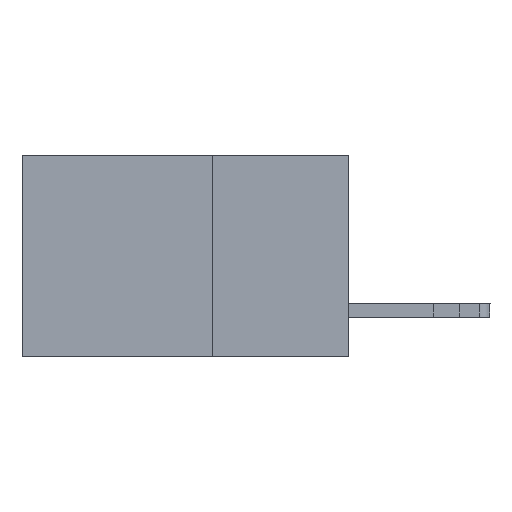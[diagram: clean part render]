
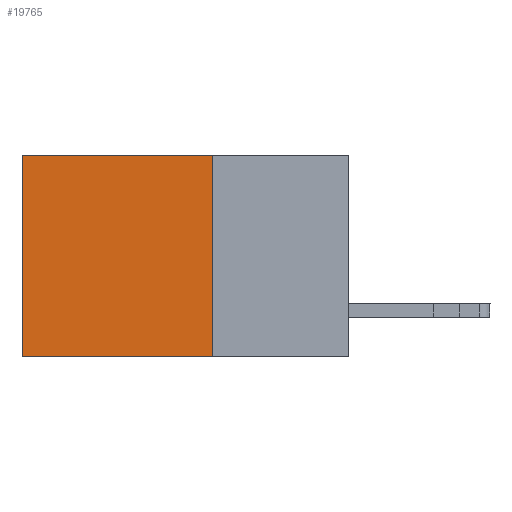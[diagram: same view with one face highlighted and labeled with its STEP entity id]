
A CAD part, left-side view. The second image highlights one B-rep face of the part: STEP entity #19765.
In plain terms, the highlighted planar face has unit normal (-1, 0, 0).
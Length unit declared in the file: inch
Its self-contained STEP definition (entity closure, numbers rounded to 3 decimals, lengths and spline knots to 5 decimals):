
#218 = CARTESIAN_POINT ( 'NONE',  ( 0.298, 0.25, -0.37 ) ) ;
#652 = VERTEX_POINT ( 'NONE', #2117 ) ;
#1365 = ORIENTED_EDGE ( 'NONE', *, *, #10379, .T. ) ;
#1378 = DIRECTION ( 'NONE',  ( 1., 0., 0. ) ) ;
#1471 = ORIENTED_EDGE ( 'NONE', *, *, #16882, .F. ) ;
#1806 = DIRECTION ( 'NONE',  ( 0., 1., 0. ) ) ;
#1960 = VECTOR ( 'NONE', #12952, 39.37008 ) ;
#2117 = CARTESIAN_POINT ( 'NONE',  ( 0.298, 0.6, 0. ) ) ;
#2676 = VECTOR ( 'NONE', #21019, 39.37008 ) ;
#3110 = DIRECTION ( 'NONE',  ( 0., 0., -1. ) ) ;
#3129 = VERTEX_POINT ( 'NONE', #10145 ) ;
#3155 = VERTEX_POINT ( 'NONE', #16615 ) ;
#5095 = ORIENTED_EDGE ( 'NONE', *, *, #8642, .T. ) ;
#7303 = VERTEX_POINT ( 'NONE', #16031 ) ;
#7865 = FACE_OUTER_BOUND ( 'NONE', #14818, .T. ) ;
#8186 = CARTESIAN_POINT ( 'NONE',  ( 0.298, 0.25, 0. ) ) ;
#8642 = EDGE_CURVE ( 'NONE', #7303, #652, #15067, .T. ) ;
#10145 = CARTESIAN_POINT ( 'NONE',  ( 0.298, 0.6, -0.37 ) ) ;
#10190 = ORIENTED_EDGE ( 'NONE', *, *, #14022, .F. ) ;
#10379 = EDGE_CURVE ( 'NONE', #652, #3129, #19091, .T. ) ;
#10874 = CARTESIAN_POINT ( 'NONE',  ( 0.298, 0.6, 0. ) ) ;
#11407 = PLANE ( 'NONE',  #12483 ) ;
#12483 = AXIS2_PLACEMENT_3D ( 'NONE', #19626, #1378, #3110 ) ;
#12596 = CARTESIAN_POINT ( 'NONE',  ( 0.298, 0.25, 0. ) ) ;
#12952 = DIRECTION ( 'NONE',  ( 0., 1., 0. ) ) ;
#13790 = DIRECTION ( 'NONE',  ( 0., 0., -1. ) ) ;
#13969 = VECTOR ( 'NONE', #13790, 39.37008 ) ;
#14022 = EDGE_CURVE ( 'NONE', #3155, #3129, #17933, .T. ) ;
#14818 = EDGE_LOOP ( 'NONE', ( #1365, #10190, #1471, #5095 ) ) ;
#15067 = LINE ( 'NONE', #8186, #18399 ) ;
#16031 = CARTESIAN_POINT ( 'NONE',  ( 0.298, 0.25, 0. ) ) ;
#16615 = CARTESIAN_POINT ( 'NONE',  ( 0.298, 0.25, -0.37 ) ) ;
#16882 = EDGE_CURVE ( 'NONE', #7303, #3155, #19525, .T. ) ;
#17933 = LINE ( 'NONE', #218, #1960 ) ;
#18399 = VECTOR ( 'NONE', #1806, 39.37008 ) ;
#19091 = LINE ( 'NONE', #10874, #13969 ) ;
#19525 = LINE ( 'NONE', #12596, #2676 ) ;
#19626 = CARTESIAN_POINT ( 'NONE',  ( 0.298, 0.25, 0. ) ) ;
#19765 = ADVANCED_FACE ( 'NONE', ( #7865 ), #11407, .F. ) ;
#21019 = DIRECTION ( 'NONE',  ( 0., 0., -1. ) ) ;
